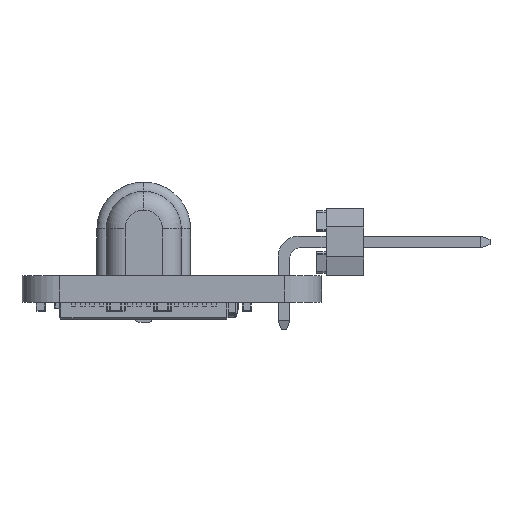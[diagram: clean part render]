
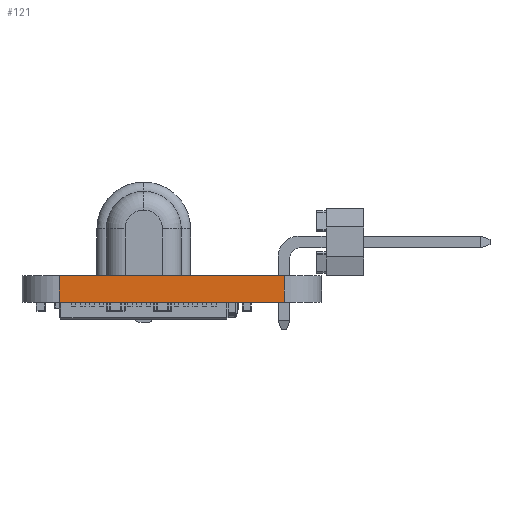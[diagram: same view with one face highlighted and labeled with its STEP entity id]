
A CAD part, left-side view. The second image highlights one B-rep face of the part: STEP entity #121.
In plain terms, the highlighted planar face has unit normal (-1, 0, 0).
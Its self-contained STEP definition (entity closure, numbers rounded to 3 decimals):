
#121 = ADVANCED_FACE('',(#122),#156,.T.);
#122 = FACE_BOUND('',#123,.T.);
#123 = EDGE_LOOP('',(#124,#134,#142,#150));
#124 = ORIENTED_EDGE('',*,*,#125,.T.);
#125 = EDGE_CURVE('',#126,#128,#130,.T.);
#126 = VERTEX_POINT('',#127);
#127 = CARTESIAN_POINT('',(0.,11.,0.));
#128 = VERTEX_POINT('',#129);
#129 = CARTESIAN_POINT('',(0.,11.,1.42));
#130 = LINE('',#131,#132);
#131 = CARTESIAN_POINT('',(0.,11.,0.));
#132 = VECTOR('',#133,1.);
#133 = DIRECTION('',(0.,0.,1.));
#134 = ORIENTED_EDGE('',*,*,#135,.T.);
#135 = EDGE_CURVE('',#128,#136,#138,.T.);
#136 = VERTEX_POINT('',#137);
#137 = CARTESIAN_POINT('',(0.,23.,1.42));
#138 = LINE('',#139,#140);
#139 = CARTESIAN_POINT('',(0.,11.,1.42));
#140 = VECTOR('',#141,1.);
#141 = DIRECTION('',(0.,1.,0.));
#142 = ORIENTED_EDGE('',*,*,#143,.F.);
#143 = EDGE_CURVE('',#144,#136,#146,.T.);
#144 = VERTEX_POINT('',#145);
#145 = CARTESIAN_POINT('',(0.,23.,0.));
#146 = LINE('',#147,#148);
#147 = CARTESIAN_POINT('',(0.,23.,0.));
#148 = VECTOR('',#149,1.);
#149 = DIRECTION('',(0.,0.,1.));
#150 = ORIENTED_EDGE('',*,*,#151,.F.);
#151 = EDGE_CURVE('',#126,#144,#152,.T.);
#152 = LINE('',#153,#154);
#153 = CARTESIAN_POINT('',(0.,11.,0.));
#154 = VECTOR('',#155,1.);
#155 = DIRECTION('',(0.,1.,0.));
#156 = PLANE('',#157);
#157 = AXIS2_PLACEMENT_3D('',#158,#159,#160);
#158 = CARTESIAN_POINT('',(0.,11.,0.));
#159 = DIRECTION('',(-1.,0.,0.));
#160 = DIRECTION('',(0.,1.,0.));
